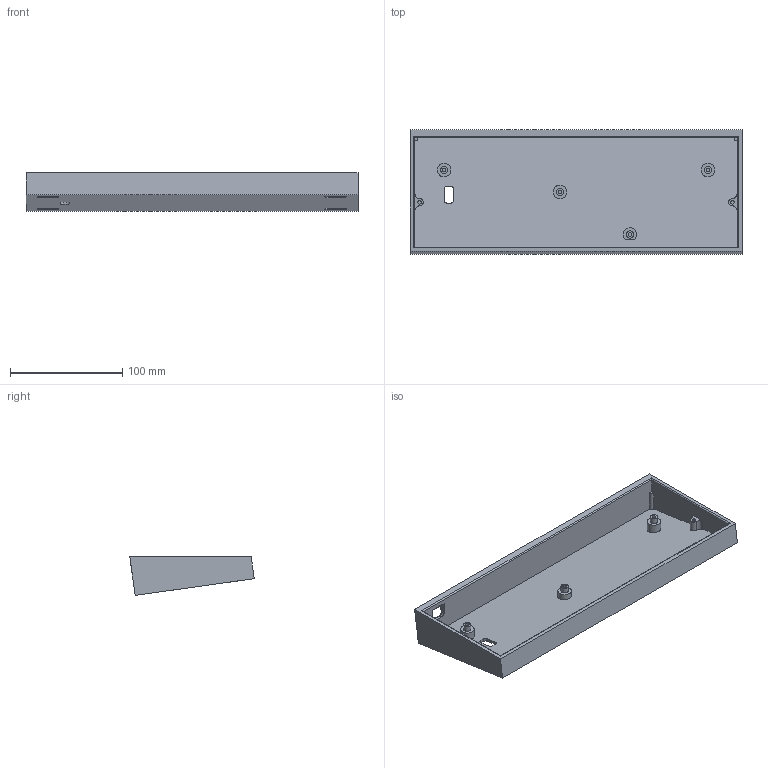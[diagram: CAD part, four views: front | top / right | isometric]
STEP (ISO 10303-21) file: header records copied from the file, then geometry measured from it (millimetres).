
FILE_DESCRIPTION(('HOOPS Exchange Step'),'2;1');
FILE_NAME('temp_export.step','2020-06-21T16:40:53+08:00',('mobile'),('Shapr3D Limited'),'HOOPS Exchange 2018.1','Shapr3D','Authorized');
FILE_SCHEMA( ('AP203_CONFIGURATION_CONTROLLED_3D_DESIGN_OF_MECHANICAL_PARTS_AND_ASSEMBLIES_MIM_LF') );
Length unit declared in the file: millimetre
Products named in the file (1): ??????  06
Bounding box: 295.4 x 110.8 x 34.42 mm (x, y, z)
Volume: 172888.5 mm3; surface area: 106207.8 mm2
Topology: 1 solids, 1 shells, 105 faces, 273 edges, 189 vertices
Faces by surface type: plane 62, cylinder 39, torus 4
Full cylindrical faces by diameter (mm): 3.2 x6, 6.5 x4, 12 x3
Entity records: 3440 total; most frequent: CARTESIAN_POINT 727, DIRECTION 571, ORIENTED_EDGE 546, EDGE_CURVE 273, AXIS2_PLACEMENT_3D 204, VERTEX_POINT 189, VECTOR 163, LINE 163
